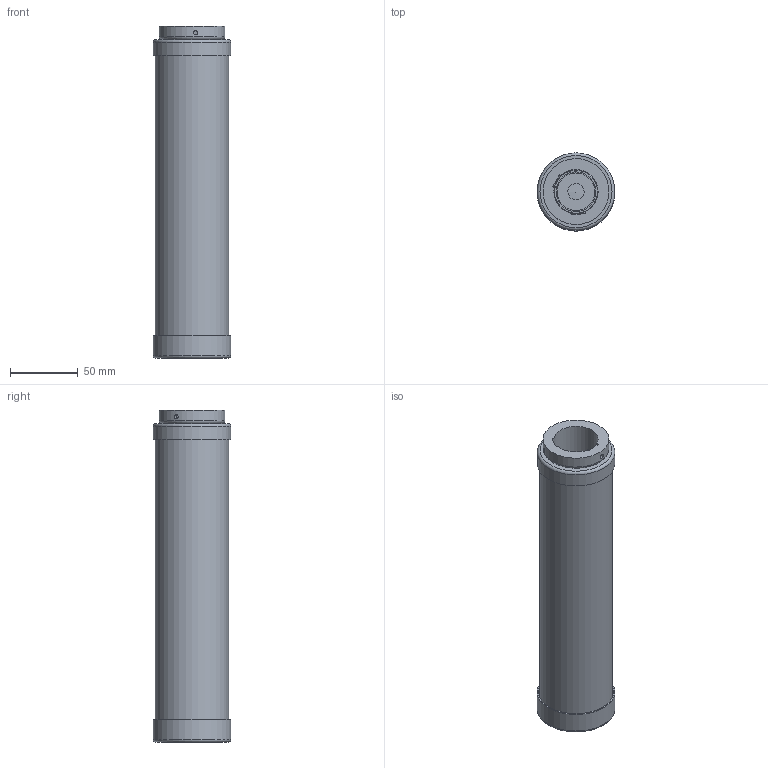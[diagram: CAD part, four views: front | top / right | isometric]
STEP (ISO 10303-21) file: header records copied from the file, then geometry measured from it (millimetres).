
FILE_DESCRIPTION(/* description */ (''),/* implementation_level */ '2;1');
FILE_NAME(/* name */ 'TD Scope 3D Print v27.step',/* time_stamp */ '2020-09-25T09:42:31-05:00',/* author */ (''),/* organization */ (''),/* preprocessor_version */ 'ST-DEVELOPER v18.1',/* originating_system */ 'Autodesk Translation Framework v9.3.0.1241',/* authorisation */ '');
FILE_SCHEMA (('AUTOMOTIVE_DESIGN { 1 0 10303 214 3 1 1 }'));
Length unit declared in the file: millimetre
Products named in the file (9): TD Scope 3D Print; Tube; Lens; Front Lens Holder; Front Lens Spacer; Rear Mount; Eyepiece Holder; Focuser Retention; Light Stop
Assembly tree (8 placements, depth 2):
  TD Scope 3D Print
    Tube
    Lens
    Front Lens Holder
    Front Lens Spacer
    Rear Mount
    Eyepiece Holder
    Focuser Retention
    Light Stop
Bounding box: 57.35 x 57.35 x 244.15 mm (x, y, z)
Volume: 109682.5 mm3; surface area: 125874.3 mm2
Topology: 8 solids, 8 shells, 183 faces, 461 edges, 303 vertices
Faces by surface type: cylinder 82, plane 76, cone 10, torus 8, bspline 5, sphere 2
Full cylindrical faces by diameter (mm): 3.2 x2, 4.3 x2, 12 x1, 17 x1, 27.6 x1, 29.2 x1, 29.6 x1, 31.6 x1, 32 x1, 32.5 x1, 34.9 x5, 35.5 x2, 38.1 x4, 38.7 x2, 41.5 x1, 42.7 x1, 46.5 x1, 46.8 x1, 48.5 x1, 50 x1, 50.8 x2, 53.648 x1, 53.848 x2, 54.148 x1, 57.048 x1, 57.348 x1
Entity records: 8349 total; most frequent: CARTESIAN_POINT 3539, DIRECTION 981, ORIENTED_EDGE 918, EDGE_CURVE 459, AXIS2_PLACEMENT_3D 390, VERTEX_POINT 303, EDGE_LOOP 212, LINE 201
